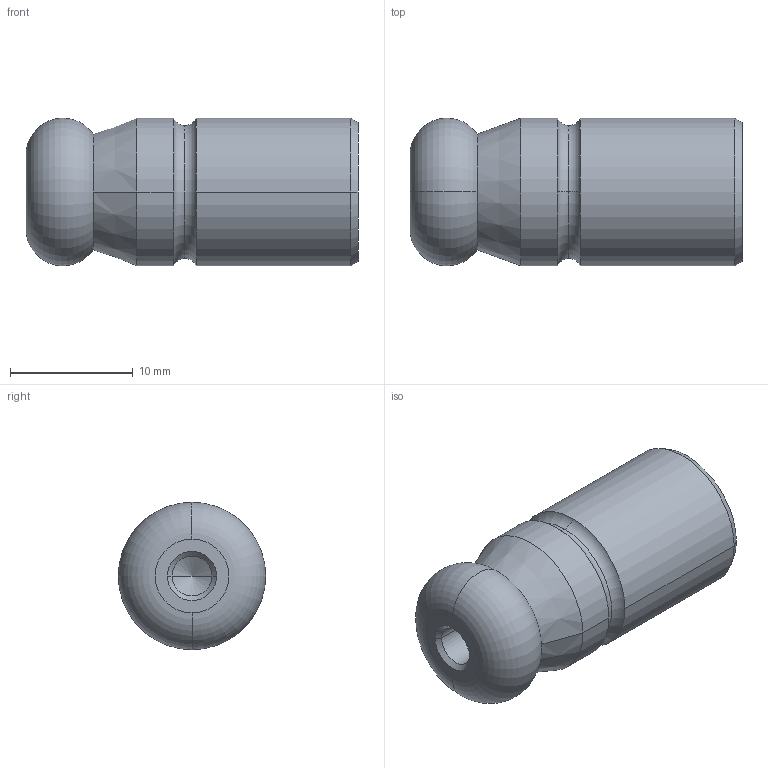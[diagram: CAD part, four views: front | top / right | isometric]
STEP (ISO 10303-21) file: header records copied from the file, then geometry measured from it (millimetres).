
FILE_DESCRIPTION(('STEP AP214'),'1');
FILE_NAME(' ',' ',('TraceParts'),('TraceParts S.A.'),'XStep 1.0',' ',' ');
FILE_SCHEMA(('automotive_design'));
Length unit declared in the file: millimetre
Products named in the file (1): 1
Bounding box: 27 x 12 x 12 mm (x, y, z)
Volume: 2759.9 mm3; surface area: 1299.1 mm2
Topology: 1 solids, 1 shells, 27 faces, 61 edges, 36 vertices
Faces by surface type: cone 10, cylinder 8, torus 6, plane 3
Entity records: 1461 total; most frequent: DIRECTION 156, CARTESIAN_POINT 123, STYLED_ITEM 122, PRESENTATION_STYLE_ASSIGNMENT 122, COLOUR_RGB 122, ORIENTED_EDGE 118, AXIS2_PLACEMENT_3D 69, EDGE_CURVE 59
